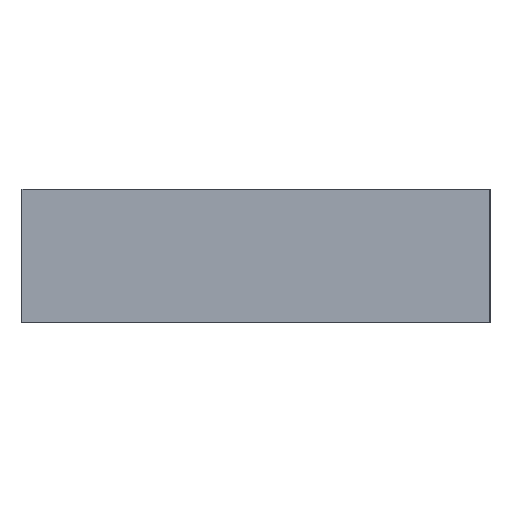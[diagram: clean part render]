
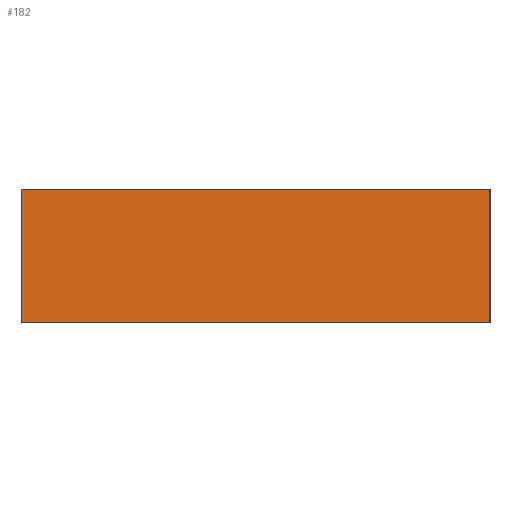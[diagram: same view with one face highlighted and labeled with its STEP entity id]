
A CAD part, left-side view. The second image highlights one B-rep face of the part: STEP entity #182.
In plain terms, the highlighted planar face has unit normal (-1, 0, 0).
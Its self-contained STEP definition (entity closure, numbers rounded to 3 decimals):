
#32=ORIENTED_EDGE('',*,*,#72,.T.);
#33=ORIENTED_EDGE('',*,*,#73,.F.);
#34=ORIENTED_EDGE('',*,*,#74,.F.);
#35=ORIENTED_EDGE('',*,*,#75,.T.);
#72=EDGE_CURVE('',#92,#93,#108,.T.);
#73=EDGE_CURVE('',#94,#93,#109,.T.);
#74=EDGE_CURVE('',#95,#94,#110,.T.);
#75=EDGE_CURVE('',#95,#92,#111,.T.);
#92=VERTEX_POINT('',#278);
#93=VERTEX_POINT('',#279);
#94=VERTEX_POINT('',#281);
#95=VERTEX_POINT('',#283);
#108=LINE('',#277,#120);
#109=LINE('',#280,#121);
#110=LINE('',#282,#122);
#111=LINE('',#284,#123);
#120=VECTOR('',#229,1000.);
#121=VECTOR('',#230,1000.);
#122=VECTOR('',#231,1000.);
#123=VECTOR('',#232,1000.);
#132=EDGE_LOOP('',(#32,#33,#34,#35));
#154=FACE_BOUND('',#132,.T.);
#176=PLANE('',#207);
#182=ADVANCED_FACE('',(#154),#176,.F.);
#207=AXIS2_PLACEMENT_3D('',#276,#227,#228);
#227=DIRECTION('',(1.,0.,0.));
#228=DIRECTION('',(0.,0.,-1.));
#229=DIRECTION('',(0.,-1.,0.));
#230=DIRECTION('',(0.,0.,-1.));
#231=DIRECTION('',(0.,-1.,0.));
#232=DIRECTION('',(0.,0.,-1.));
#276=CARTESIAN_POINT('',(-32.5,3.5,2.));
#277=CARTESIAN_POINT('',(-32.5,3.5,0.));
#278=CARTESIAN_POINT('',(-32.5,3.5,0.));
#279=CARTESIAN_POINT('',(-32.5,-3.5,0.));
#280=CARTESIAN_POINT('',(-32.5,-3.5,2.));
#281=CARTESIAN_POINT('',(-32.5,-3.5,2.));
#282=CARTESIAN_POINT('',(-32.5,3.5,2.));
#283=CARTESIAN_POINT('',(-32.5,3.5,2.));
#284=CARTESIAN_POINT('',(-32.5,3.5,2.));
